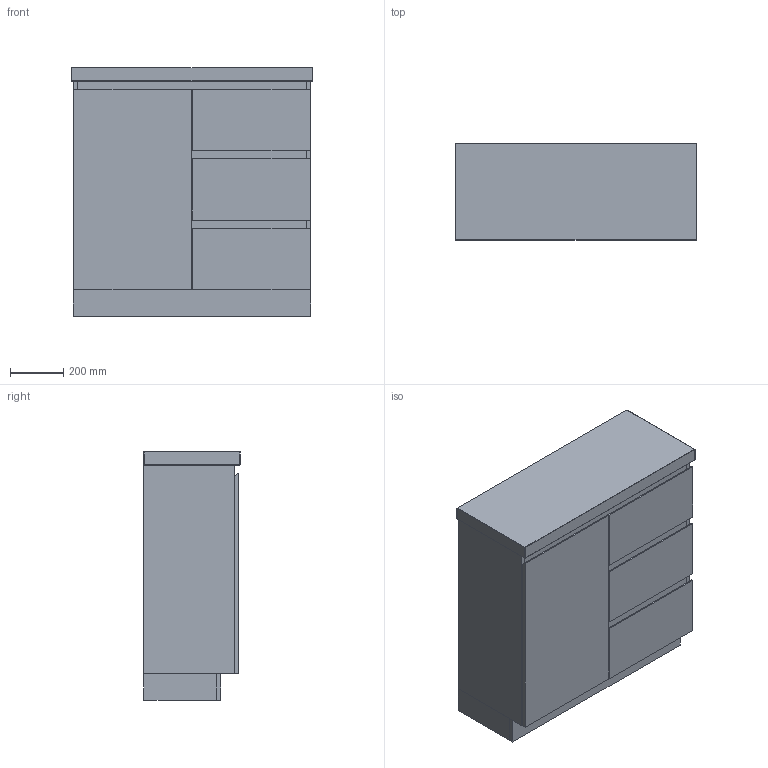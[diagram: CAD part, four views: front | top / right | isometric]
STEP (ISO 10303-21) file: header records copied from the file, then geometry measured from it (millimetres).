
FILE_DESCRIPTION(/* description */ (''),/* implementation_level */ '2;1');
FILE_NAME(/* name */ 'Domaine Ensuite (Floor Mount) 900 (50MM)',/* time_stamp */ '2025-07-09T14:49:10+10:00',/* author */ (''),/* organization */ (''),/* preprocessor_version */ 'ST-DEVELOPER v16.5',/* originating_system */ '',/* authorisation */ '');
FILE_SCHEMA (('AUTOMOTIVE_DESIGN'));
Length unit declared in the file: millimetre
Products named in the file (6): Document; Domaine Ensuite (Floor Mount) 900 (50MM); Domaine Ensuite FM ALL89; Domaine Ensuite 900 WK23; Blank Ensuite Benchtops (Domaine) ALL4567; 900 Ensuite (50MM)
Assembly tree (5 placements, depth 4):
  Document
    Domaine Ensuite (Floor Mount) 900 (50MM)
      Domaine Ensuite FM ALL89
        Domaine Ensuite 900 WK23
      Blank Ensuite Benchtops (Domaine) ALL4567
        900 Ensuite (50MM)
Bounding box: 900 x 360 x 930 mm (x, y, z)
Volume: 46268534.8 mm3; surface area: 5946483.5 mm2
Topology: 12 solids, 12 shells, 99 faces, 210 edges, 132 vertices
Faces by surface type: plane 85, cylinder 10, bspline 4
Entity records: 2752 total; most frequent: CARTESIAN_POINT 852, ORIENTED_EDGE 412, EDGE_CURVE 206, B_SPLINE_CURVE_WITH_KNOTS 190, VERTEX_POINT 132, DIRECTION 121, AXIS2_PLACEMENT_3D 108, EDGE_LOOP 100
